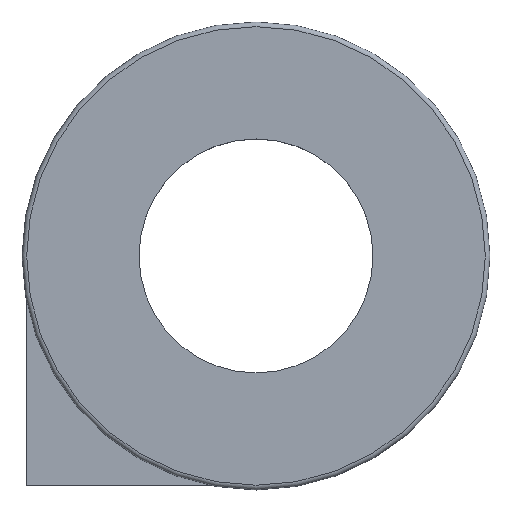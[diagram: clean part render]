
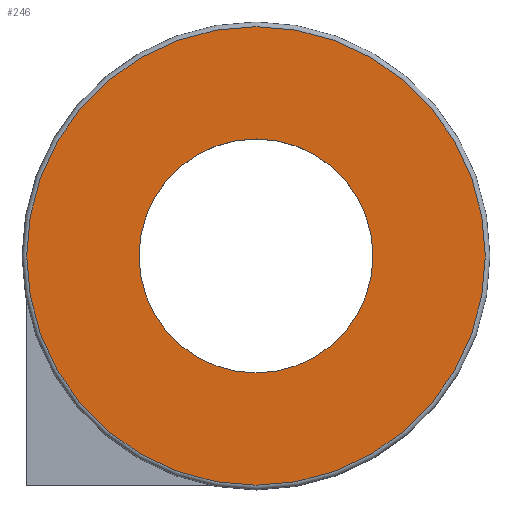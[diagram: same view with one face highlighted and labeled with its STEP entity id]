
A CAD part, top view. The second image highlights one B-rep face of the part: STEP entity #246.
In plain terms, the highlighted planar face has unit normal (0, 0, 1).
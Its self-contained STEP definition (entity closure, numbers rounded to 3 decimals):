
#36=FACE_BOUND('',#101,.T.);
#42=PLANE('',#309);
#83=FACE_OUTER_BOUND('',#100,.T.);
#100=EDGE_LOOP('',(#198));
#101=EDGE_LOOP('',(#199));
#123=CIRCLE('',#307,4.9);
#125=CIRCLE('',#310,2.5);
#139=VERTEX_POINT('',#445);
#140=VERTEX_POINT('',#449);
#160=EDGE_CURVE('',#139,#139,#123,.T.);
#162=EDGE_CURVE('',#140,#140,#125,.F.);
#198=ORIENTED_EDGE('',*,*,#160,.F.);
#199=ORIENTED_EDGE('',*,*,#162,.T.);
#246=ADVANCED_FACE('',(#83,#36),#42,.T.);
#307=AXIS2_PLACEMENT_3D('',#446,#360,#361);
#309=AXIS2_PLACEMENT_3D('',#448,#364,#365);
#310=AXIS2_PLACEMENT_3D('',#450,#366,#367);
#360=DIRECTION('center_axis',(0.,0.,
-1.));
#361=DIRECTION('ref_axis',(1.,0.,0.));
#364=DIRECTION('center_axis',(0.,0.,
1.));
#365=DIRECTION('ref_axis',(1.,0.,0.));
#366=DIRECTION('center_axis',(0.,0.,
1.));
#367=DIRECTION('ref_axis',(0.,1.,0.));
#445=CARTESIAN_POINT('',(-4.9,0.,1.));
#446=CARTESIAN_POINT('Origin',(0.,0.,
1.));
#448=CARTESIAN_POINT('Origin',(0.,0.,
1.));
#449=CARTESIAN_POINT('',(0.,-2.5,1.));
#450=CARTESIAN_POINT('Origin',(0.,0.,
1.));
